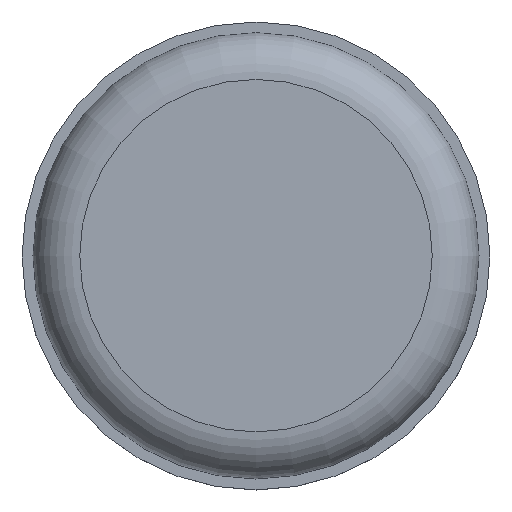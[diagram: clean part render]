
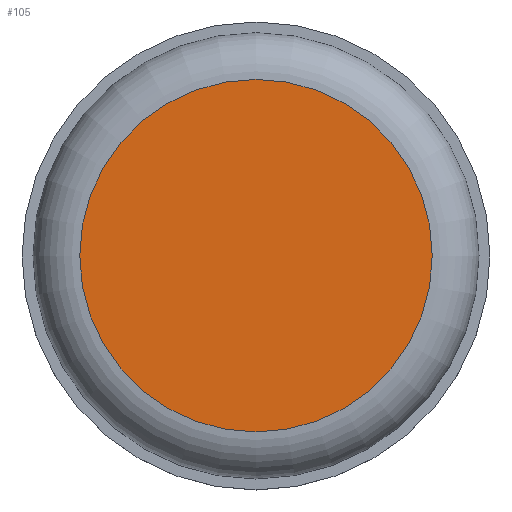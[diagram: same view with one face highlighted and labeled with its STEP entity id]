
A CAD part, top view. The second image highlights one B-rep face of the part: STEP entity #105.
In plain terms, the highlighted planar face has unit normal (0, 0, 1).
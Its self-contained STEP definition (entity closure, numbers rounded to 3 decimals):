
#30=FACE_OUTER_BOUND('',#40,.T.);
#40=EDGE_LOOP('',(#83));
#49=CIRCLE('',#131,11.3);
#58=VERTEX_POINT('',#192);
#66=EDGE_CURVE('',#58,#58,#49,.T.);
#83=ORIENTED_EDGE('',*,*,#66,.F.);
#100=PLANE('',#135);
#105=ADVANCED_FACE('',(#30),#100,.T.);
#131=AXIS2_PLACEMENT_3D('',#193,#157,#158);
#135=AXIS2_PLACEMENT_3D('',#199,#165,#166);
#157=DIRECTION('center_axis',(0.,0.,-1.));
#158=DIRECTION('ref_axis',(-1.,0.,0.));
#165=DIRECTION('center_axis',(0.,0.,1.));
#166=DIRECTION('ref_axis',(-1.,0.,0.));
#192=CARTESIAN_POINT('',(-11.3,-3.124,21.65));
#193=CARTESIAN_POINT('Origin',(0.,-3.124,21.65));
#199=CARTESIAN_POINT('Origin',(0.,-3.124,21.65));
